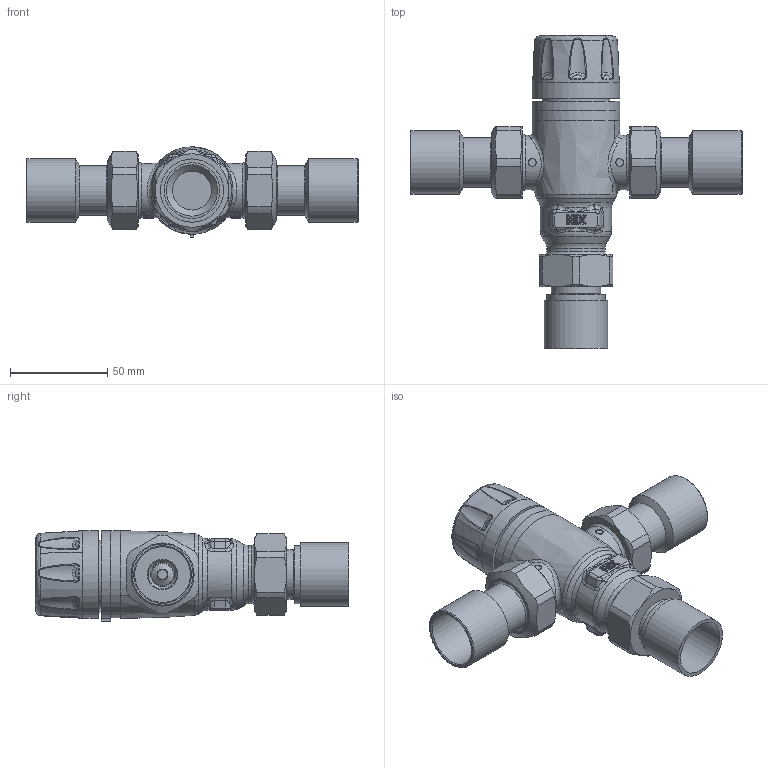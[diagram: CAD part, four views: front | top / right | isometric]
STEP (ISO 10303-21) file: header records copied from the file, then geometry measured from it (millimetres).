
FILE_DESCRIPTION(/* description */ (''),/* implementation_level */ '2;1');
FILE_NAME(/* name */ '521609AC_Simplify_1.stp',/* time_stamp */ '2025-07-29T15:57:29-05:00',/* author */ ('ischreiner'),/* organization */ (''),/* preprocessor_version */ 'ST-DEVELOPER v20',/* originating_system */ 'Autodesk Inventor 2025',/* authorisation */ '');
FILE_SCHEMA (('AUTOMOTIVE_DESIGN { 1 0 10303 214 3 1 1 }'));
Length unit declared in the file: inch
Products named in the file (1): 521609AC_Simplify_1
Bounding box: 171 x 161.43 x 46.5 mm (x, y, z)
Volume: 249566 mm3; surface area: 69230.2 mm2
Topology: 8 solids, 8 shells, 1841 faces, 4479 edges, 2622 vertices
Faces by surface type: bspline 607, plane 521, cylinder 446, cone 107, torus 92, sphere 68
Full cylindrical faces by diameter (mm): 2 x1, 4 x2, 5.24 x2, 8 x1, 9 x1, 12.6 x2, 15 x2, 16.55 x2, 19.55 x2, 19.6 x4, 20.066 x1, 20.1 x4, 20.6 x4, 22 x2, 25.4 x2, 25.5 x2, 26.924 x2, 28 x2, 28.4 x2, 28.7 x2, 28.702 x1, 29.972 x1, 30 x1, 30.3 x2, 30.302 x3, 31 x1, 32.5 x2, 32.512 x1, 33.1 x3, 45 x2
Entity records: 100871 total; most frequent: CARTESIAN_POINT 59032, ORIENTED_EDGE 8746, DIRECTION 7708, EDGE_CURVE 4373, AXIS2_PLACEMENT_3D 3069, VERTEX_POINT 2622, EDGE_LOOP 1941, STYLED_ITEM 1849
